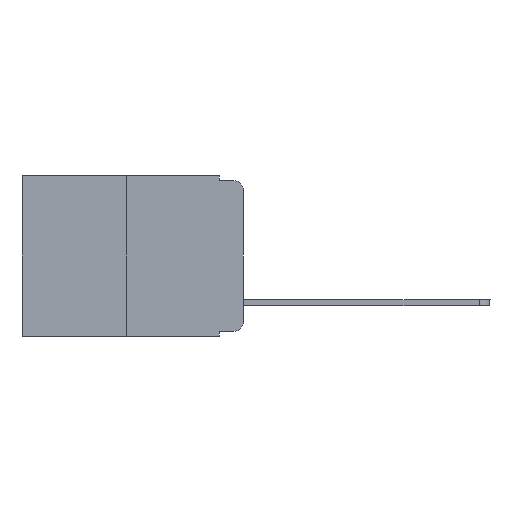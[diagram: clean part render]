
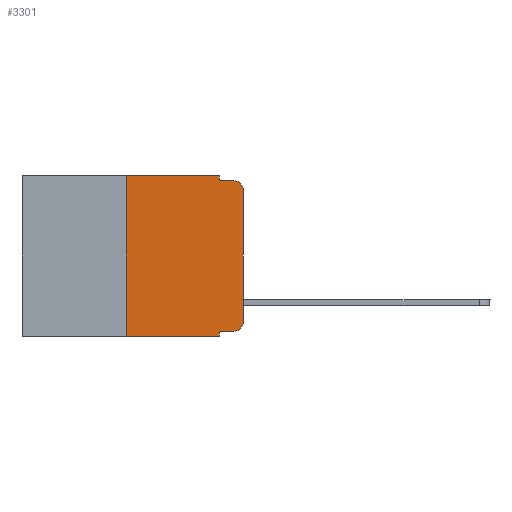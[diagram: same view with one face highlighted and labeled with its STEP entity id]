
A CAD part, left-side view. The second image highlights one B-rep face of the part: STEP entity #3301.
In plain terms, the highlighted planar face has unit normal (-1, 0, 0).
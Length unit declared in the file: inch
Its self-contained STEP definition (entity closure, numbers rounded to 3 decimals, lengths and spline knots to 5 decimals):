
#270 = VECTOR ( 'NONE', #9504, 39.37008 ) ;
#452 = ORIENTED_EDGE ( 'NONE', *, *, #14409, .T. ) ;
#522 = CARTESIAN_POINT ( 'NONE',  ( 0., 0.051, -0.343 ) ) ;
#588 = LINE ( 'NONE', #2394, #4296 ) ;
#645 = VERTEX_POINT ( 'NONE', #7511 ) ;
#736 = VERTEX_POINT ( 'NONE', #2793 ) ;
#813 = ORIENTED_EDGE ( 'NONE', *, *, #12461, .F. ) ;
#1195 = DIRECTION ( 'NONE',  ( 0., 0., 1. ) ) ;
#1225 = EDGE_LOOP ( 'NONE', ( #452, #14448, #11058, #8035, #14102, #813, #1493, #6349, #9752, #7069 ) ) ;
#1375 = EDGE_CURVE ( 'NONE', #5617, #7586, #5069, .T. ) ;
#1493 = ORIENTED_EDGE ( 'NONE', *, *, #6704, .T. ) ;
#1601 = DIRECTION ( 'NONE',  ( 0., 0., -1. ) ) ;
#1829 = VECTOR ( 'NONE', #9329, 39.37008 ) ;
#2020 = LINE ( 'NONE', #7615, #11803 ) ;
#2394 = CARTESIAN_POINT ( 'NONE',  ( 0., 0., 0. ) ) ;
#2769 = CARTESIAN_POINT ( 'NONE',  ( 0., 0.02, -0.03 ) ) ;
#2793 = CARTESIAN_POINT ( 'NONE',  ( 0., 0.051, -0.333 ) ) ;
#2982 = CARTESIAN_POINT ( 'NONE',  ( 0., 0.051, 0. ) ) ;
#3301 = ADVANCED_FACE ( 'NONE', ( #3612 ), #11631, .F. ) ;
#3331 = VERTEX_POINT ( 'NONE', #5544 ) ;
#3612 = FACE_OUTER_BOUND ( 'NONE', #1225, .T. ) ;
#3677 = DIRECTION ( 'NONE',  ( 0., -1., 0. ) ) ;
#3753 = DIRECTION ( 'NONE',  ( 0., 0., -1. ) ) ;
#4155 = CARTESIAN_POINT ( 'NONE',  ( 0., 0.473, 0. ) ) ;
#4202 = LINE ( 'NONE', #13144, #16149 ) ;
#4227 = EDGE_CURVE ( 'NONE', #9194, #8255, #4757, .T. ) ;
#4295 = EDGE_CURVE ( 'NONE', #645, #8255, #9873, .T. ) ;
#4296 = VECTOR ( 'NONE', #1195, 39.37008 ) ;
#4338 = VERTEX_POINT ( 'NONE', #2982 ) ;
#4497 = EDGE_CURVE ( 'NONE', #736, #8314, #12422, .T. ) ;
#4534 = VECTOR ( 'NONE', #3677, 39.37008 ) ;
#4757 = LINE ( 'NONE', #12112, #270 ) ;
#4768 = CARTESIAN_POINT ( 'NONE',  ( 0., 0.051, -0.01 ) ) ;
#4996 = EDGE_CURVE ( 'NONE', #4338, #9194, #2020, .T. ) ;
#5069 = CIRCLE ( 'NONE', #8554, 0.02 ) ;
#5211 = CARTESIAN_POINT ( 'NONE',  ( 0., 0.051, -0.333 ) ) ;
#5309 = DIRECTION ( 'NONE',  ( 0., 0., -1. ) ) ;
#5486 = CARTESIAN_POINT ( 'NONE',  ( 0., 0.02, -0.01 ) ) ;
#5544 = CARTESIAN_POINT ( 'NONE',  ( 0., 0.25, -0.343 ) ) ;
#5617 = VERTEX_POINT ( 'NONE', #15368 ) ;
#6161 = LINE ( 'NONE', #4155, #1829 ) ;
#6349 = ORIENTED_EDGE ( 'NONE', *, *, #4497, .F. ) ;
#6663 = CARTESIAN_POINT ( 'NONE',  ( 0., 0.473, 0. ) ) ;
#6704 = EDGE_CURVE ( 'NONE', #3331, #8314, #4202, .T. ) ;
#6717 = DIRECTION ( 'NONE',  ( 0., 0., -1. ) ) ;
#6737 = VECTOR ( 'NONE', #1601, 39.37008 ) ;
#7069 = ORIENTED_EDGE ( 'NONE', *, *, #1375, .T. ) ;
#7511 = CARTESIAN_POINT ( 'NONE',  ( 0., 0., -0.03 ) ) ;
#7520 = DIRECTION ( 'NONE',  ( 0., 0., -1. ) ) ;
#7586 = VERTEX_POINT ( 'NONE', #13250 ) ;
#7615 = CARTESIAN_POINT ( 'NONE',  ( 0., 0.051, 0. ) ) ;
#7698 = LINE ( 'NONE', #5211, #4534 ) ;
#7978 = VECTOR ( 'NONE', #14725, 39.37008 ) ;
#8035 = ORIENTED_EDGE ( 'NONE', *, *, #4996, .F. ) ;
#8217 = EDGE_CURVE ( 'NONE', #14686, #4338, #6161, .T. ) ;
#8255 = VERTEX_POINT ( 'NONE', #5486 ) ;
#8314 = VERTEX_POINT ( 'NONE', #522 ) ;
#8333 = DIRECTION ( 'NONE',  ( -1., 0., 0. ) ) ;
#8554 = AXIS2_PLACEMENT_3D ( 'NONE', #11004, #8333, #3753 ) ;
#8821 = EDGE_CURVE ( 'NONE', #736, #5617, #7698, .T. ) ;
#8890 = AXIS2_PLACEMENT_3D ( 'NONE', #6663, #15367, #6717 ) ;
#9194 = VERTEX_POINT ( 'NONE', #4768 ) ;
#9329 = DIRECTION ( 'NONE',  ( 0., -1., 0. ) ) ;
#9504 = DIRECTION ( 'NONE',  ( 0., -1., 0. ) ) ;
#9609 = CARTESIAN_POINT ( 'NONE',  ( 0., 0.25, 0. ) ) ;
#9752 = ORIENTED_EDGE ( 'NONE', *, *, #8821, .T. ) ;
#9873 = CIRCLE ( 'NONE', #12982, 0.02 ) ;
#10160 = CARTESIAN_POINT ( 'NONE',  ( 0., 0.25, 0. ) ) ;
#11004 = CARTESIAN_POINT ( 'NONE',  ( 0., 0.02, -0.313 ) ) ;
#11058 = ORIENTED_EDGE ( 'NONE', *, *, #4227, .F. ) ;
#11631 = PLANE ( 'NONE',  #8890 ) ;
#11803 = VECTOR ( 'NONE', #7520, 39.37008 ) ;
#12112 = CARTESIAN_POINT ( 'NONE',  ( 0., 0.051, -0.01 ) ) ;
#12422 = LINE ( 'NONE', #15307, #6737 ) ;
#12461 = EDGE_CURVE ( 'NONE', #3331, #14686, #14628, .T. ) ;
#12819 = DIRECTION ( 'NONE',  ( -1., 0., 0. ) ) ;
#12982 = AXIS2_PLACEMENT_3D ( 'NONE', #2769, #12819, #5309 ) ;
#13144 = CARTESIAN_POINT ( 'NONE',  ( 0., 0.473, -0.343 ) ) ;
#13250 = CARTESIAN_POINT ( 'NONE',  ( 0., 0., -0.313 ) ) ;
#13256 = DIRECTION ( 'NONE',  ( 0., -1., 0. ) ) ;
#14102 = ORIENTED_EDGE ( 'NONE', *, *, #8217, .F. ) ;
#14409 = EDGE_CURVE ( 'NONE', #7586, #645, #588, .T. ) ;
#14448 = ORIENTED_EDGE ( 'NONE', *, *, #4295, .T. ) ;
#14628 = LINE ( 'NONE', #9609, #7978 ) ;
#14686 = VERTEX_POINT ( 'NONE', #10160 ) ;
#14725 = DIRECTION ( 'NONE',  ( 0., 0., 1. ) ) ;
#15307 = CARTESIAN_POINT ( 'NONE',  ( 0., 0.051, 0. ) ) ;
#15367 = DIRECTION ( 'NONE',  ( 1., 0., 0. ) ) ;
#15368 = CARTESIAN_POINT ( 'NONE',  ( 0., 0.02, -0.333 ) ) ;
#16149 = VECTOR ( 'NONE', #13256, 39.37008 ) ;
